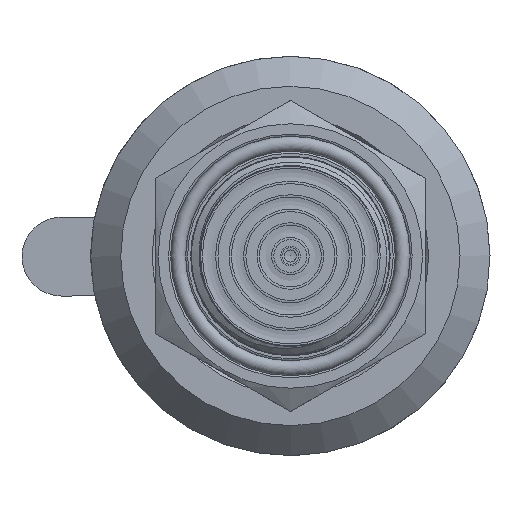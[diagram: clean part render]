
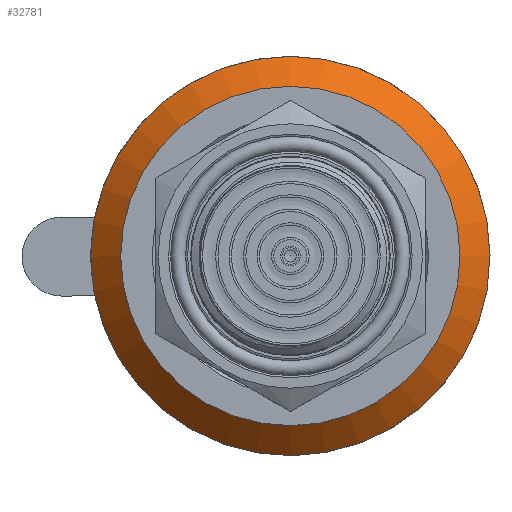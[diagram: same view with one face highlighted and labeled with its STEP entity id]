
A CAD part, left-side view. The second image highlights one B-rep face of the part: STEP entity #32781.
In plain terms, the highlighted conical face has half-angle 45 degrees and reference radius 18.5 mm.
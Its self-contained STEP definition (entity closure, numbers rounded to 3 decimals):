
#580=CONICAL_SURFACE('',#34699,18.5,0.785);
#2513=FACE_OUTER_BOUND('',#4392,.T.);
#4392=EDGE_LOOP('',(#25353,#25354,#25355,#25356));
#5969=CIRCLE('',#34698,20.);
#5970=CIRCLE('',#34700,17.);
#8228=LINE('',#63871,#11285);
#11285=VECTOR('',#38390,18.5);
#14783=VERTEX_POINT('',#63866);
#14784=VERTEX_POINT('',#63870);
#18661=EDGE_CURVE('',#14783,#14783,#5969,.T.);
#18662=EDGE_CURVE('',#14783,#14784,#8228,.T.);
#18663=EDGE_CURVE('',#14784,#14784,#5970,.T.);
#25353=ORIENTED_EDGE('',*,*,#18661,.F.);
#25354=ORIENTED_EDGE('',*,*,#18662,.T.);
#25355=ORIENTED_EDGE('',*,*,#18663,.T.);
#25356=ORIENTED_EDGE('',*,*,#18662,.F.);
#32781=ADVANCED_FACE('',(#2513),#580,.T.);
#34698=AXIS2_PLACEMENT_3D('',#63868,#38386,#38387);
#34699=AXIS2_PLACEMENT_3D('',#63869,#38388,#38389);
#34700=AXIS2_PLACEMENT_3D('',#63872,#38391,#38392);
#38386=DIRECTION('center_axis',(-1.,0.,0.));
#38387=DIRECTION('ref_axis',(0.,0.,
-1.));
#38388=DIRECTION('center_axis',(-1.,0.,0.));
#38389=DIRECTION('ref_axis',(0.,-1.,0.));
#38390=DIRECTION('',(0.707,-0.707,0.));
#38391=DIRECTION('center_axis',(-1.,0.,0.));
#38392=DIRECTION('ref_axis',(0.,0.,
-1.));
#63866=CARTESIAN_POINT('',(21.,20.,0.));
#63868=CARTESIAN_POINT('Origin',(21.,0.,0.));
#63869=CARTESIAN_POINT('Origin',(22.5,0.,0.));
#63870=CARTESIAN_POINT('',(24.,17.,0.));
#63871=CARTESIAN_POINT('',(22.5,18.5,0.));
#63872=CARTESIAN_POINT('Origin',(24.,0.,0.));
